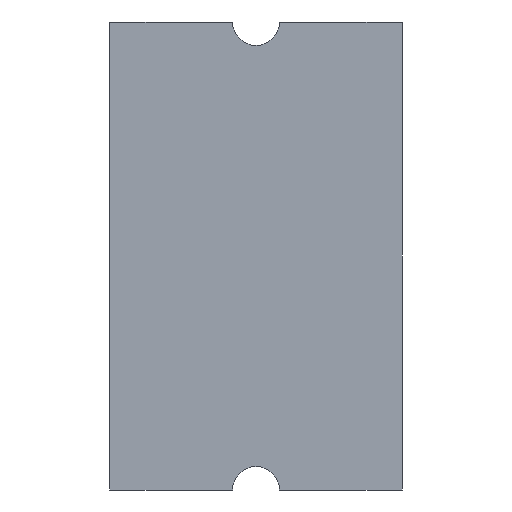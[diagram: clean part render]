
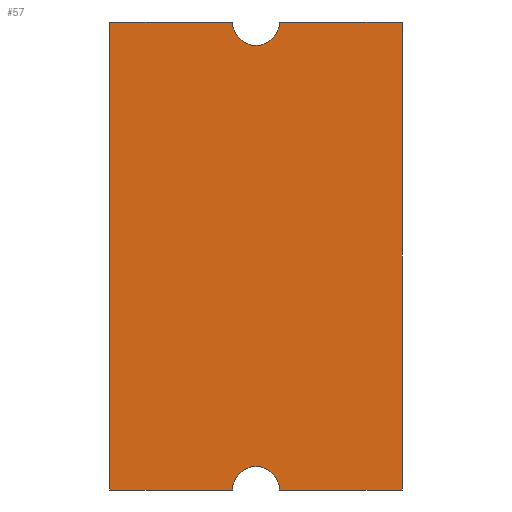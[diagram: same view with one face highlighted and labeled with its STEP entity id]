
A CAD part, front view. The second image highlights one B-rep face of the part: STEP entity #57.
In plain terms, the highlighted planar face has unit normal (0, -1, 0).
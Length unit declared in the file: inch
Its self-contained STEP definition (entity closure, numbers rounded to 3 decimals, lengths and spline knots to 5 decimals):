
#6 = ORIENTED_EDGE ( 'NONE', *, *, #409, .T. ) ;
#21 = CARTESIAN_POINT ( 'NONE',  ( 0., -0.00984, 0.03937 ) ) ;
#22 = DIRECTION ( 'NONE',  ( -1., 0., 0. ) ) ;
#27 = VECTOR ( 'NONE', #48, 39.37008 ) ;
#32 = VERTEX_POINT ( 'NONE', #455 ) ;
#38 = CARTESIAN_POINT ( 'NONE',  ( 0., -0.00984, 0.03937 ) ) ;
#43 = LINE ( 'NONE', #269, #358 ) ;
#48 = DIRECTION ( 'NONE',  ( -1., 0., 0. ) ) ;
#57 = ADVANCED_FACE ( 'NONE', ( #170 ), #493, .F. ) ;
#59 = EDGE_CURVE ( 'NONE', #403, #203, #94, .T. ) ;
#71 = VERTEX_POINT ( 'NONE', #175 ) ;
#74 = CIRCLE ( 'NONE', #129, 0.00394 ) ;
#80 = CARTESIAN_POINT ( 'NONE',  ( 0., -0.00984, -0.03937 ) ) ;
#84 = VECTOR ( 'NONE', #434, 39.37008 ) ;
#85 = DIRECTION ( 'NONE',  ( 0., 0., 1. ) ) ;
#94 = LINE ( 'NONE', #38, #220 ) ;
#108 = ORIENTED_EDGE ( 'NONE', *, *, #335, .T. ) ;
#129 = AXIS2_PLACEMENT_3D ( 'NONE', #159, #441, #446 ) ;
#131 = DIRECTION ( 'NONE',  ( 0., 0., -1. ) ) ;
#159 = CARTESIAN_POINT ( 'NONE',  ( 0.02461, -0.00984, -0.03937 ) ) ;
#168 = VECTOR ( 'NONE', #131, 39.37008 ) ;
#170 = FACE_OUTER_BOUND ( 'NONE', #458, .T. ) ;
#175 = CARTESIAN_POINT ( 'NONE',  ( 0.02067, -0.00984, -0.03937 ) ) ;
#178 = CARTESIAN_POINT ( 'NONE',  ( 0.04921, -0.00984, 0.03937 ) ) ;
#181 = CARTESIAN_POINT ( 'NONE',  ( 0.02461, -0.00984, -0.03543 ) ) ;
#203 = VERTEX_POINT ( 'NONE', #80 ) ;
#209 = CIRCLE ( 'NONE', #383, 0.00394 ) ;
#220 = VECTOR ( 'NONE', #241, 39.37008 ) ;
#222 = ORIENTED_EDGE ( 'NONE', *, *, #250, .F. ) ;
#233 = VECTOR ( 'NONE', #379, 39.37008 ) ;
#241 = DIRECTION ( 'NONE',  ( 0., 0., -1. ) ) ;
#242 = LINE ( 'NONE', #468, #27 ) ;
#243 = AXIS2_PLACEMENT_3D ( 'NONE', #337, #294, #414 ) ;
#250 = EDGE_CURVE ( 'NONE', #292, #399, #397, .T. ) ;
#251 = ORIENTED_EDGE ( 'NONE', *, *, #59, .T. ) ;
#255 = CIRCLE ( 'NONE', #243, 0.00394 ) ;
#257 = ORIENTED_EDGE ( 'NONE', *, *, #393, .T. ) ;
#263 = DIRECTION ( 'NONE',  ( 0., 0., 1. ) ) ;
#269 = CARTESIAN_POINT ( 'NONE',  ( 0.04921, -0.00984, -0.03937 ) ) ;
#271 = LINE ( 'NONE', #340, #233 ) ;
#289 = CARTESIAN_POINT ( 'NONE',  ( 0.04921, -0.00984, 0.03937 ) ) ;
#290 = EDGE_CURVE ( 'NONE', #32, #531, #255, .T. ) ;
#292 = VERTEX_POINT ( 'NONE', #513 ) ;
#294 = DIRECTION ( 'NONE',  ( 0., 1., 0. ) ) ;
#296 = ORIENTED_EDGE ( 'NONE', *, *, #290, .T. ) ;
#297 = VERTEX_POINT ( 'NONE', #181 ) ;
#318 = EDGE_CURVE ( 'NONE', #399, #420, #242, .T. ) ;
#332 = DIRECTION ( 'NONE',  ( 0., 1., 0. ) ) ;
#335 = EDGE_CURVE ( 'NONE', #292, #32, #271, .T. ) ;
#337 = CARTESIAN_POINT ( 'NONE',  ( 0.02461, -0.00984, 0.03937 ) ) ;
#340 = CARTESIAN_POINT ( 'NONE',  ( 0.04921, -0.00984, 0.03937 ) ) ;
#343 = ORIENTED_EDGE ( 'NONE', *, *, #525, .T. ) ;
#347 = CARTESIAN_POINT ( 'NONE',  ( 0.04921, -0.00984, 0.03937 ) ) ;
#358 = VECTOR ( 'NONE', #22, 39.37008 ) ;
#379 = DIRECTION ( 'NONE',  ( -1., 0., 0. ) ) ;
#383 = AXIS2_PLACEMENT_3D ( 'NONE', #478, #528, #263 ) ;
#392 = CARTESIAN_POINT ( 'NONE',  ( 0.02854, -0.00984, -0.03937 ) ) ;
#393 = EDGE_CURVE ( 'NONE', #71, #297, #209, .T. ) ;
#397 = LINE ( 'NONE', #178, #168 ) ;
#399 = VERTEX_POINT ( 'NONE', #522 ) ;
#403 = VERTEX_POINT ( 'NONE', #21 ) ;
#409 = EDGE_CURVE ( 'NONE', #531, #403, #426, .T. ) ;
#414 = DIRECTION ( 'NONE',  ( 0., 0., 1. ) ) ;
#420 = VERTEX_POINT ( 'NONE', #392 ) ;
#426 = LINE ( 'NONE', #347, #84 ) ;
#434 = DIRECTION ( 'NONE',  ( -1., 0., 0. ) ) ;
#441 = DIRECTION ( 'NONE',  ( 0., 1., 0. ) ) ;
#443 = ORIENTED_EDGE ( 'NONE', *, *, #485, .F. ) ;
#446 = DIRECTION ( 'NONE',  ( 0., 0., 1. ) ) ;
#455 = CARTESIAN_POINT ( 'NONE',  ( 0.02854, -0.00984, 0.03937 ) ) ;
#458 = EDGE_LOOP ( 'NONE', ( #108, #296, #6, #251, #443, #257, #343, #472, #222 ) ) ;
#468 = CARTESIAN_POINT ( 'NONE',  ( 0.04921, -0.00984, -0.03937 ) ) ;
#472 = ORIENTED_EDGE ( 'NONE', *, *, #318, .F. ) ;
#478 = CARTESIAN_POINT ( 'NONE',  ( 0.02461, -0.00984, -0.03937 ) ) ;
#485 = EDGE_CURVE ( 'NONE', #71, #203, #43, .T. ) ;
#493 = PLANE ( 'NONE',  #517 ) ;
#495 = CARTESIAN_POINT ( 'NONE',  ( 0.02067, -0.00984, 0.03937 ) ) ;
#513 = CARTESIAN_POINT ( 'NONE',  ( 0.04921, -0.00984, 0.03937 ) ) ;
#517 = AXIS2_PLACEMENT_3D ( 'NONE', #289, #332, #85 ) ;
#522 = CARTESIAN_POINT ( 'NONE',  ( 0.04921, -0.00984, -0.03937 ) ) ;
#525 = EDGE_CURVE ( 'NONE', #297, #420, #74, .T. ) ;
#528 = DIRECTION ( 'NONE',  ( 0., 1., 0. ) ) ;
#531 = VERTEX_POINT ( 'NONE', #495 ) ;
